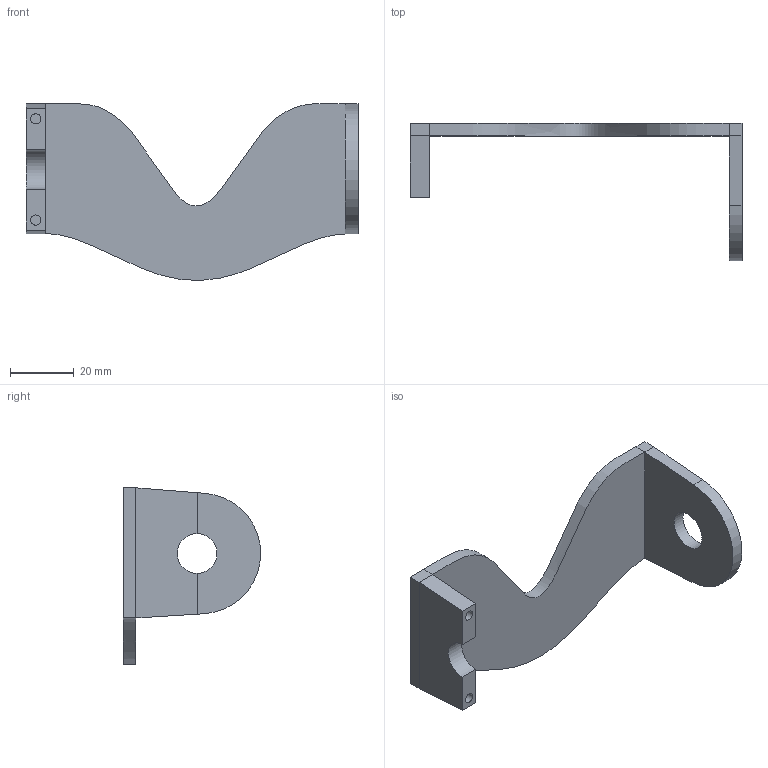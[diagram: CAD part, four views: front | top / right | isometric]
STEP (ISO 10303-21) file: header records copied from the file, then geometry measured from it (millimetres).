
FILE_DESCRIPTION(/* description */ (''),/* implementation_level */ '2;1');
FILE_NAME(/* name */ 'stelaz.stp',/* time_stamp */ '2023-05-31T05:35:42+02:00',/* author */ (''),/* organization */ (''),/* preprocessor_version */ 'ST-DEVELOPER v18.101',/* originating_system */ 'SIEMENS PLM Software NX 2011',/* authorisation */ '');
FILE_SCHEMA (('AUTOMOTIVE_DESIGN { 1 0 10303 214 3 1 1 1 }'));
Length unit declared in the file: millimetre
Products named in the file (1): stelaz
Bounding box: 104.58 x 43.29 x 55.75 mm (x, y, z)
Volume: 25059.6 mm3; surface area: 14825.1 mm2
Topology: 3 solids, 3 shells, 29 faces, 63 edges, 42 vertices
Faces by surface type: plane 22, cylinder 5, extrusion 2
Full cylindrical faces by diameter (mm): 3.2 x2, 12.5 x1
Entity records: 832 total; most frequent: CARTESIAN_POINT 162, DIRECTION 124, ORIENTED_EDGE 120, EDGE_CURVE 60, VECTOR 48, LINE 46, VERTEX_POINT 42, AXIS2_PLACEMENT_3D 38
